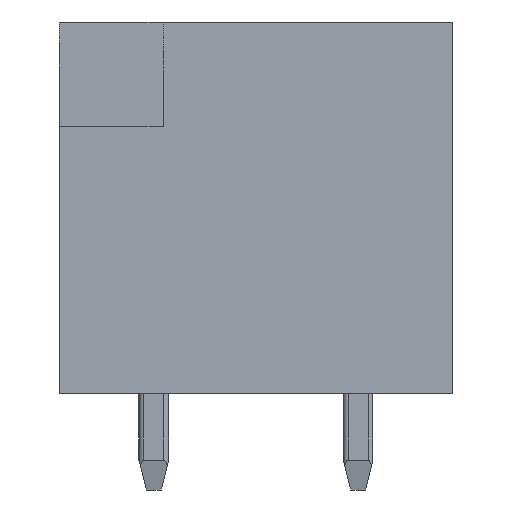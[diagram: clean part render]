
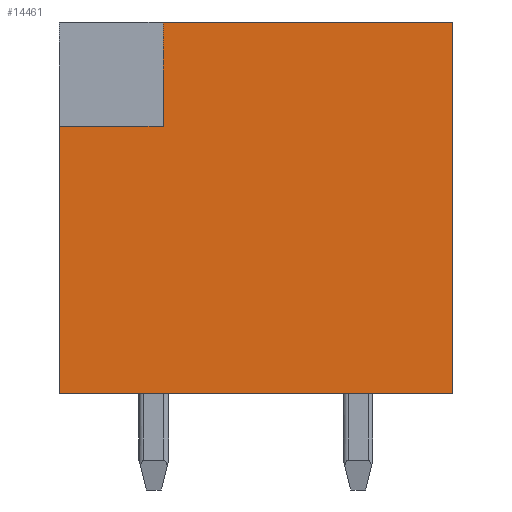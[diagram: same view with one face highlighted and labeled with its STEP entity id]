
A CAD part, left-side view. The second image highlights one B-rep face of the part: STEP entity #14461.
In plain terms, the highlighted planar face has unit normal (-1, 0, 0).
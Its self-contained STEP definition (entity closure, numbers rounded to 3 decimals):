
#9=DIRECTION('',(0.,1.,0.));
#10=VECTOR('',#9,10.6);
#11=CARTESIAN_POINT('',(-21.4,-5.3,-6.3));
#12=LINE('',#11,#10);
#1382=DIRECTION('',(0.,1.,0.));
#1383=VECTOR('',#1382,7.8);
#1384=CARTESIAN_POINT('',(-21.4,-5.3,3.7));
#1385=LINE('',#1384,#1383);
#5642=DIRECTION('',(0.,-1.,0.));
#5643=VECTOR('',#5642,2.8);
#5644=CARTESIAN_POINT('',(-21.4,5.3,0.9));
#5645=LINE('',#5644,#5643);
#5646=DIRECTION('',(0.,0.,-1.));
#5647=VECTOR('',#5646,2.8);
#5648=CARTESIAN_POINT('',(-21.4,2.5,3.7));
#5649=LINE('',#5648,#5647);
#5650=DIRECTION('',(0.,0.,-1.));
#5651=VECTOR('',#5650,10.);
#5652=CARTESIAN_POINT('',(-21.4,-5.3,3.7));
#5653=LINE('',#5652,#5651);
#5658=DIRECTION('',(0.,0.,-1.));
#5659=VECTOR('',#5658,7.2);
#5660=CARTESIAN_POINT('',(-21.4,5.3,0.9));
#5661=LINE('',#5660,#5659);
#7161=CARTESIAN_POINT('',(-21.4,-5.3,-6.3));
#7162=CARTESIAN_POINT('',(-21.4,5.3,-6.3));
#7163=VERTEX_POINT('',#7161);
#7164=VERTEX_POINT('',#7162);
#7165=CARTESIAN_POINT('',(-21.4,-5.3,3.7));
#7166=VERTEX_POINT('',#7165);
#7201=CARTESIAN_POINT('',(-21.4,2.5,0.9));
#7202=VERTEX_POINT('',#7201);
#7205=CARTESIAN_POINT('',(-21.4,5.3,0.9));
#7206=VERTEX_POINT('',#7205);
#7209=CARTESIAN_POINT('',(-21.4,2.5,3.7));
#7210=VERTEX_POINT('',#7209);
#14447=CARTESIAN_POINT('',(-21.4,-5.3,3.7));
#14448=DIRECTION('',(1.,0.,0.));
#14449=DIRECTION('',(0.,1.,0.));
#14450=AXIS2_PLACEMENT_3D('',#14447,#14448,#14449);
#14451=PLANE('',#14450);
#14452=ORIENTED_EDGE('',*,*,#14427,.T.);
#14453=ORIENTED_EDGE('',*,*,#14442,.F.);
#14454=ORIENTED_EDGE('',*,*,#8454,.F.);
#14455=ORIENTED_EDGE('',*,*,#7218,.T.);
#14456=ORIENTED_EDGE('',*,*,#7234,.T.);
#14458=ORIENTED_EDGE('',*,*,#14457,.F.);
#14459=EDGE_LOOP('',(#14452,#14453,#14454,#14455,#14456,#14458));
#14460=FACE_OUTER_BOUND('',#14459,.F.);
#14461=ADVANCED_FACE('',(#14460),#14451,.F.);
#7218=EDGE_CURVE('',#7166,#7163,#5653,.T.);
#7234=EDGE_CURVE('',#7163,#7164,#12,.T.);
#8454=EDGE_CURVE('',#7166,#7210,#1385,.T.);
#14427=EDGE_CURVE('',#7206,#7202,#5645,.T.);
#14442=EDGE_CURVE('',#7210,#7202,#5649,.T.);
#14457=EDGE_CURVE('',#7206,#7164,#5661,.T.);
